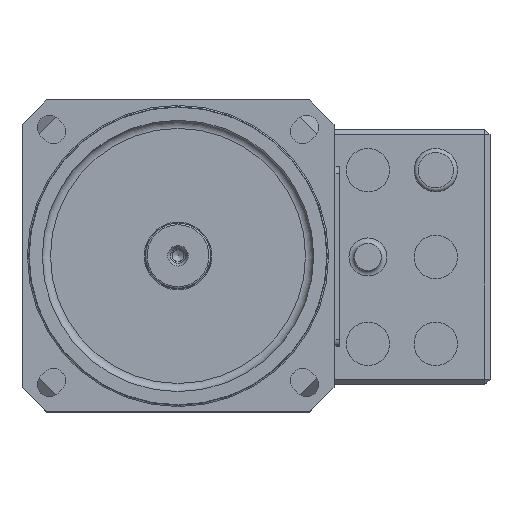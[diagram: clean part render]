
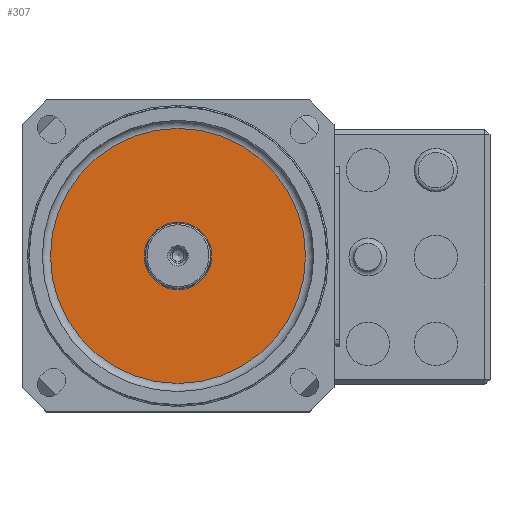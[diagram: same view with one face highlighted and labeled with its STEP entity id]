
A CAD part, top view. The second image highlights one B-rep face of the part: STEP entity #307.
In plain terms, the highlighted planar face has unit normal (0, 0, 1).
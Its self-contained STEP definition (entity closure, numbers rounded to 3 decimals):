
#307=ADVANCED_FACE('',(#514),#435,.F.);
#435=PLANE('',#2397);
#514=FACE_OUTER_BOUND('',#646,.T.);
#646=EDGE_LOOP('',(#1116));
#853=CIRCLE('',#2396,47.);
#1116=ORIENTED_EDGE('',*,*,#1862,.T.);
#1618=VERTEX_POINT('',#3797);
#1862=EDGE_CURVE('',#1618,#1618,#853,.T.);
#2396=AXIS2_PLACEMENT_3D('',#3796,#2817,#2818);
#2397=AXIS2_PLACEMENT_3D('',#3798,#2819,#2820);
#2817=DIRECTION('',(0.,0.,1.));
#2818=DIRECTION('',(-1.,0.,0.));
#2819=DIRECTION('',(0.,0.,-1.));
#2820=DIRECTION('',(-1.,0.,0.));
#3796=CARTESIAN_POINT('',(0.,0.,31.));
#3797=CARTESIAN_POINT('',(-47.,0.,31.));
#3798=CARTESIAN_POINT('',(0.,0.,31.));
